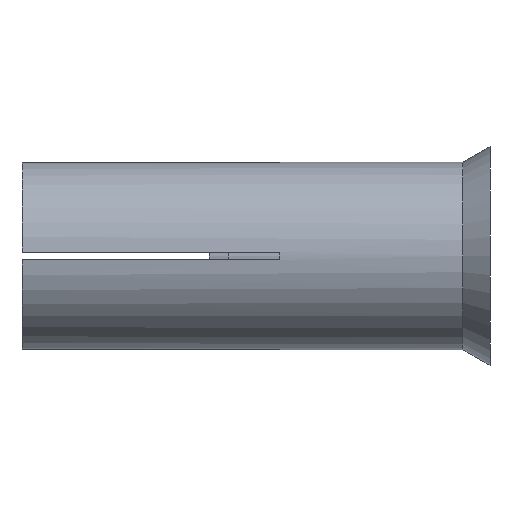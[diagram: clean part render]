
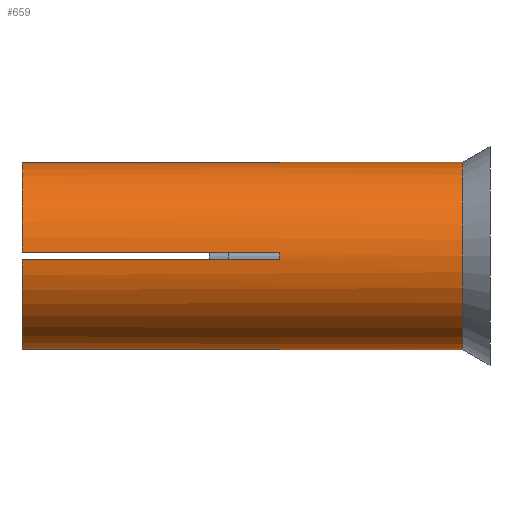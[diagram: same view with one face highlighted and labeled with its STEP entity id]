
A CAD part, front view. The second image highlights one B-rep face of the part: STEP entity #659.
In plain terms, the highlighted cylindrical face has radius 6 mm (diameter 12 mm), a full revolution.
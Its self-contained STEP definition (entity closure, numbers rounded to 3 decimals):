
#4 = LINE ( 'NONE', #554, #621 ) ;
#10 = VERTEX_POINT ( 'NONE', #319 ) ;
#16 = CARTESIAN_POINT ( 'NONE',  ( 0., -5.995, 0.25 ) ) ;
#30 = CARTESIAN_POINT ( 'NONE',  ( -30., -0.25, -5.995 ) ) ;
#39 = EDGE_CURVE ( 'NONE', #727, #1189, #1087, .T. ) ;
#42 = VECTOR ( 'NONE', #347, 1000. ) ;
#44 = AXIS2_PLACEMENT_3D ( 'NONE', #837, #351, #366 ) ;
#54 = ORIENTED_EDGE ( 'NONE', *, *, #1214, .T. ) ;
#55 = CARTESIAN_POINT ( 'NONE',  ( -13.5, -0.25, 5.995 ) ) ;
#60 = CARTESIAN_POINT ( 'NONE',  ( -13.5, 0.25, 5.995 ) ) ;
#78 = VERTEX_POINT ( 'NONE', #30 ) ;
#84 = VECTOR ( 'NONE', #400, 1000. ) ;
#100 = DIRECTION ( 'NONE',  ( 0., 0., 1. ) ) ;
#111 = EDGE_LOOP ( 'NONE', ( #1115, #295, #656, #186, #1156, #136, #732, #54, #928, #710, #614, #466, #1236, #746, #545, #521 ) ) ;
#125 = AXIS2_PLACEMENT_3D ( 'NONE', #1091, #610, #996 ) ;
#136 = ORIENTED_EDGE ( 'NONE', *, *, #1124, .T. ) ;
#139 = CARTESIAN_POINT ( 'NONE',  ( -1.732, 0., 6. ) ) ;
#145 = CIRCLE ( 'NONE', #125, 6. ) ;
#164 = AXIS2_PLACEMENT_3D ( 'NONE', #1138, #1242, #1155 ) ;
#181 = DIRECTION ( 'NONE',  ( 0., 0., 1. ) ) ;
#186 = ORIENTED_EDGE ( 'NONE', *, *, #1186, .T. ) ;
#206 = CIRCLE ( 'NONE', #524, 6. ) ;
#215 = CARTESIAN_POINT ( 'NONE',  ( -30., 0., 0. ) ) ;
#221 = CARTESIAN_POINT ( 'NONE',  ( 0., 5.995, 0.25 ) ) ;
#223 = CIRCLE ( 'NONE', #1165, 6. ) ;
#235 = VERTEX_POINT ( 'NONE', #139 ) ;
#252 = EDGE_CURVE ( 'NONE', #440, #594, #569, .T. ) ;
#256 = CARTESIAN_POINT ( 'NONE',  ( 0., 5.995, -0.25 ) ) ;
#257 = CARTESIAN_POINT ( 'NONE',  ( -30., 5.995, 0.25 ) ) ;
#271 = CARTESIAN_POINT ( 'NONE',  ( -30., 0.25, -5.995 ) ) ;
#272 = VERTEX_POINT ( 'NONE', #843 ) ;
#274 = EDGE_CURVE ( 'NONE', #10, #910, #1240, .T. ) ;
#277 = EDGE_LOOP ( 'NONE', ( #510 ) ) ;
#288 = EDGE_CURVE ( 'NONE', #910, #905, #482, .T. ) ;
#295 = ORIENTED_EDGE ( 'NONE', *, *, #590, .T. ) ;
#297 = VERTEX_POINT ( 'NONE', #271 ) ;
#319 = CARTESIAN_POINT ( 'NONE',  ( -30., 0.25, 5.995 ) ) ;
#320 = DIRECTION ( 'NONE',  ( 1., 0., 0. ) ) ;
#333 = EDGE_CURVE ( 'NONE', #78, #272, #4, .T. ) ;
#335 = CARTESIAN_POINT ( 'NONE',  ( -13.5, -5.995, 0.25 ) ) ;
#347 = DIRECTION ( 'NONE',  ( -1., 0., 0. ) ) ;
#351 = DIRECTION ( 'NONE',  ( 1., 0., 0. ) ) ;
#366 = DIRECTION ( 'NONE',  ( 0., 0., 1. ) ) ;
#383 = CIRCLE ( 'NONE', #44, 6. ) ;
#386 = EDGE_CURVE ( 'NONE', #485, #727, #661, .T. ) ;
#397 = CARTESIAN_POINT ( 'NONE',  ( -30., -0.25, 5.995 ) ) ;
#400 = DIRECTION ( 'NONE',  ( 1., 0., 0. ) ) ;
#413 = DIRECTION ( 'NONE',  ( 0., 0., 1. ) ) ;
#431 = CARTESIAN_POINT ( 'NONE',  ( -13.5, 0., 0. ) ) ;
#440 = VERTEX_POINT ( 'NONE', #990 ) ;
#442 = CIRCLE ( 'NONE', #984, 6. ) ;
#443 = VECTOR ( 'NONE', #936, 1000. ) ;
#444 = AXIS2_PLACEMENT_3D ( 'NONE', #951, #469, #181 ) ;
#466 = ORIENTED_EDGE ( 'NONE', *, *, #386, .T. ) ;
#469 = DIRECTION ( 'NONE',  ( -1., 0., 0. ) ) ;
#482 = CIRCLE ( 'NONE', #985, 6. ) ;
#485 = VERTEX_POINT ( 'NONE', #397 ) ;
#505 = AXIS2_PLACEMENT_3D ( 'NONE', #431, #785, #615 ) ;
#508 = DIRECTION ( 'NONE',  ( 0., 0., 1. ) ) ;
#510 = ORIENTED_EDGE ( 'NONE', *, *, #978, .T. ) ;
#521 = ORIENTED_EDGE ( 'NONE', *, *, #971, .T. ) ;
#522 = VECTOR ( 'NONE', #953, 1000. ) ;
#524 = AXIS2_PLACEMENT_3D ( 'NONE', #1016, #1134, #1116 ) ;
#528 = VERTEX_POINT ( 'NONE', #257 ) ;
#539 = CARTESIAN_POINT ( 'NONE',  ( -13.5, 0.25, -5.995 ) ) ;
#540 = AXIS2_PLACEMENT_3D ( 'NONE', #979, #973, #1072 ) ;
#545 = ORIENTED_EDGE ( 'NONE', *, *, #252, .T. ) ;
#554 = CARTESIAN_POINT ( 'NONE',  ( 0., -0.25, -5.995 ) ) ;
#560 = FACE_OUTER_BOUND ( 'NONE', #277, .T. ) ;
#569 = LINE ( 'NONE', #854, #443 ) ;
#570 = EDGE_CURVE ( 'NONE', #905, #485, #812, .T. ) ;
#577 = VECTOR ( 'NONE', #869, 1000. ) ;
#581 = CIRCLE ( 'NONE', #505, 6. ) ;
#590 = EDGE_CURVE ( 'NONE', #272, #982, #145, .T. ) ;
#594 = VERTEX_POINT ( 'NONE', #1198 ) ;
#610 = DIRECTION ( 'NONE',  ( 1., 0., 0. ) ) ;
#614 = ORIENTED_EDGE ( 'NONE', *, *, #570, .T. ) ;
#615 = DIRECTION ( 'NONE',  ( 0., 0., 1. ) ) ;
#621 = VECTOR ( 'NONE', #931, 1000. ) ;
#655 = CARTESIAN_POINT ( 'NONE',  ( 0., 0.25, 5.995 ) ) ;
#656 = ORIENTED_EDGE ( 'NONE', *, *, #1149, .T. ) ;
#659 = ADVANCED_FACE ( 'NONE', ( #560, #660 ), #1164, .T. ) ;
#660 = FACE_OUTER_BOUND ( 'NONE', #111, .T. ) ;
#661 = CIRCLE ( 'NONE', #540, 6. ) ;
#688 = CARTESIAN_POINT ( 'NONE',  ( -13.5, 5.995, 0.25 ) ) ;
#710 = ORIENTED_EDGE ( 'NONE', *, *, #288, .T. ) ;
#727 = VERTEX_POINT ( 'NONE', #1122 ) ;
#732 = ORIENTED_EDGE ( 'NONE', *, *, #1238, .T. ) ;
#740 = VECTOR ( 'NONE', #1094, 1000. ) ;
#746 = ORIENTED_EDGE ( 'NONE', *, *, #765, .T. ) ;
#760 = DIRECTION ( 'NONE',  ( 1., 0., 0. ) ) ;
#765 = EDGE_CURVE ( 'NONE', #1189, #440, #581, .T. ) ;
#776 = VECTOR ( 'NONE', #923, 1000. ) ;
#785 = DIRECTION ( 'NONE',  ( 1., 0., 0. ) ) ;
#809 = CARTESIAN_POINT ( 'NONE',  ( -30., 0., 0. ) ) ;
#812 = LINE ( 'NONE', #1193, #42 ) ;
#837 = CARTESIAN_POINT ( 'NONE',  ( -30., 0., 0. ) ) ;
#843 = CARTESIAN_POINT ( 'NONE',  ( -13.5, -0.25, -5.995 ) ) ;
#854 = CARTESIAN_POINT ( 'NONE',  ( 0., -5.995, -0.25 ) ) ;
#869 = DIRECTION ( 'NONE',  ( -1., 0., 0. ) ) ;
#905 = VERTEX_POINT ( 'NONE', #55 ) ;
#910 = VERTEX_POINT ( 'NONE', #60 ) ;
#923 = DIRECTION ( 'NONE',  ( 1., 0., 0. ) ) ;
#928 = ORIENTED_EDGE ( 'NONE', *, *, #274, .T. ) ;
#931 = DIRECTION ( 'NONE',  ( 1., 0., 0. ) ) ;
#936 = DIRECTION ( 'NONE',  ( -1., 0., 0. ) ) ;
#951 = CARTESIAN_POINT ( 'NONE',  ( 0., 0., 0. ) ) ;
#953 = DIRECTION ( 'NONE',  ( 1., 0., 0. ) ) ;
#958 = CARTESIAN_POINT ( 'NONE',  ( -13.5, 0., 0. ) ) ;
#971 = EDGE_CURVE ( 'NONE', #594, #78, #383, .T. ) ;
#973 = DIRECTION ( 'NONE',  ( 1., 0., 0. ) ) ;
#978 = EDGE_CURVE ( 'NONE', #235, #235, #206, .T. ) ;
#979 = CARTESIAN_POINT ( 'NONE',  ( -30., 0., 0. ) ) ;
#982 = VERTEX_POINT ( 'NONE', #539 ) ;
#984 = AXIS2_PLACEMENT_3D ( 'NONE', #809, #1195, #508 ) ;
#985 = AXIS2_PLACEMENT_3D ( 'NONE', #958, #760, #100 ) ;
#988 = CARTESIAN_POINT ( 'NONE',  ( -30., 5.995, -0.25 ) ) ;
#990 = CARTESIAN_POINT ( 'NONE',  ( -13.5, -5.995, -0.25 ) ) ;
#993 = EDGE_CURVE ( 'NONE', #1224, #1100, #1033, .T. ) ;
#996 = DIRECTION ( 'NONE',  ( 0., 0., 1. ) ) ;
#1016 = CARTESIAN_POINT ( 'NONE',  ( -1.732, 0., 0. ) ) ;
#1033 = LINE ( 'NONE', #256, #776 ) ;
#1049 = CARTESIAN_POINT ( 'NONE',  ( -13.5, 5.995, -0.25 ) ) ;
#1062 = CIRCLE ( 'NONE', #164, 6. ) ;
#1072 = DIRECTION ( 'NONE',  ( 0., 0., 1. ) ) ;
#1074 = LINE ( 'NONE', #221, #740 ) ;
#1087 = LINE ( 'NONE', #16, #84 ) ;
#1091 = CARTESIAN_POINT ( 'NONE',  ( -13.5, 0., 0. ) ) ;
#1094 = DIRECTION ( 'NONE',  ( -1., 0., 0. ) ) ;
#1100 = VERTEX_POINT ( 'NONE', #1049 ) ;
#1115 = ORIENTED_EDGE ( 'NONE', *, *, #333, .T. ) ;
#1116 = DIRECTION ( 'NONE',  ( 0., 0., 1. ) ) ;
#1122 = CARTESIAN_POINT ( 'NONE',  ( -30., -5.995, 0.25 ) ) ;
#1124 = EDGE_CURVE ( 'NONE', #1100, #1177, #1062, .T. ) ;
#1134 = DIRECTION ( 'NONE',  ( -1., 0., 0. ) ) ;
#1138 = CARTESIAN_POINT ( 'NONE',  ( -13.5, 0., 0. ) ) ;
#1149 = EDGE_CURVE ( 'NONE', #982, #297, #1237, .T. ) ;
#1155 = DIRECTION ( 'NONE',  ( 0., 0., 1. ) ) ;
#1156 = ORIENTED_EDGE ( 'NONE', *, *, #993, .T. ) ;
#1164 = CYLINDRICAL_SURFACE ( 'NONE', #444, 6. ) ;
#1165 = AXIS2_PLACEMENT_3D ( 'NONE', #215, #320, #413 ) ;
#1177 = VERTEX_POINT ( 'NONE', #688 ) ;
#1186 = EDGE_CURVE ( 'NONE', #297, #1224, #223, .T. ) ;
#1189 = VERTEX_POINT ( 'NONE', #335 ) ;
#1193 = CARTESIAN_POINT ( 'NONE',  ( 0., -0.25, 5.995 ) ) ;
#1195 = DIRECTION ( 'NONE',  ( 1., 0., 0. ) ) ;
#1198 = CARTESIAN_POINT ( 'NONE',  ( -30., -5.995, -0.25 ) ) ;
#1214 = EDGE_CURVE ( 'NONE', #528, #10, #442, .T. ) ;
#1224 = VERTEX_POINT ( 'NONE', #988 ) ;
#1232 = CARTESIAN_POINT ( 'NONE',  ( 0., 0.25, -5.995 ) ) ;
#1236 = ORIENTED_EDGE ( 'NONE', *, *, #39, .T. ) ;
#1237 = LINE ( 'NONE', #1232, #577 ) ;
#1238 = EDGE_CURVE ( 'NONE', #1177, #528, #1074, .T. ) ;
#1240 = LINE ( 'NONE', #655, #522 ) ;
#1242 = DIRECTION ( 'NONE',  ( 1., 0., 0. ) ) ;
